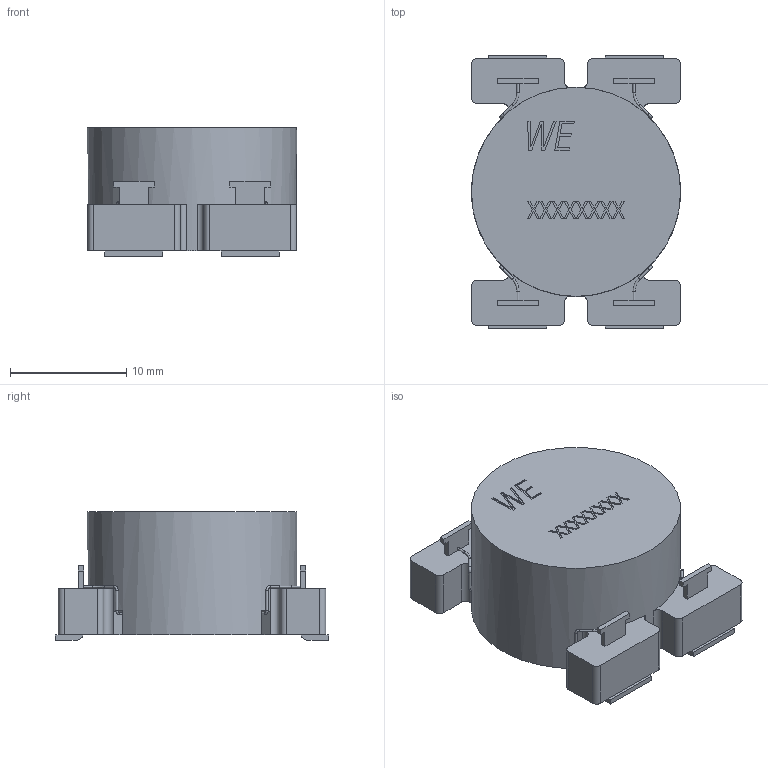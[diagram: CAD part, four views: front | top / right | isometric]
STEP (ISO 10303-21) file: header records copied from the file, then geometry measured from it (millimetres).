
FILE_DESCRIPTION(/* description */ ('Unknown'),/* implementation_level */ '2;1');
FILE_NAME(/* name */ 'L_Wurth_WE-DCT-SH',/* time_stamp */ '2025-06-12T10:48:09+08:00',/* author */ ('Unknown'),/* organization */ ('Unknown'),/* preprocessor_version */ 'ST-DEVELOPER v19.4',/* originating_system */ 'Solid Edge',/* authorisation */ 'Unknown');
FILE_SCHEMA (('AUTOMOTIVE_DESIGN {1 0 10303 214 3 1 1}'));
Length unit declared in the file: millimetre
Products named in the file (2): L_Wurth_WE-DCT-SH
Assembly tree (1 placements, depth 2):
  L_Wurth_WE-DCT-SH
    L_Wurth_WE-DCT-SH
Bounding box: 18 x 23.5 x 11.05 mm (x, y, z)
Volume: 1749.4 mm3; surface area: 3465.8 mm2
Topology: 2 solids, 2 shells, 1012 faces, 2308 edges, 1318 vertices
Faces by surface type: cylinder 396, torus 288, plane 242, bspline 86
Full cylindrical faces by diameter (mm): 0.2 x364, 7 x1, 13 x1, 16 x1, 18 x1
Entity records: 44345 total; most frequent: CARTESIAN_POINT 19050, DIRECTION 3576, ORIENTED_EDGE 2976, EDGE_LOOP 1766, FACE_BOUND 1766, AXIS2_PLACEMENT_3D 1592, EDGE_CURVE 1488, VERTEX_POINT 1232
